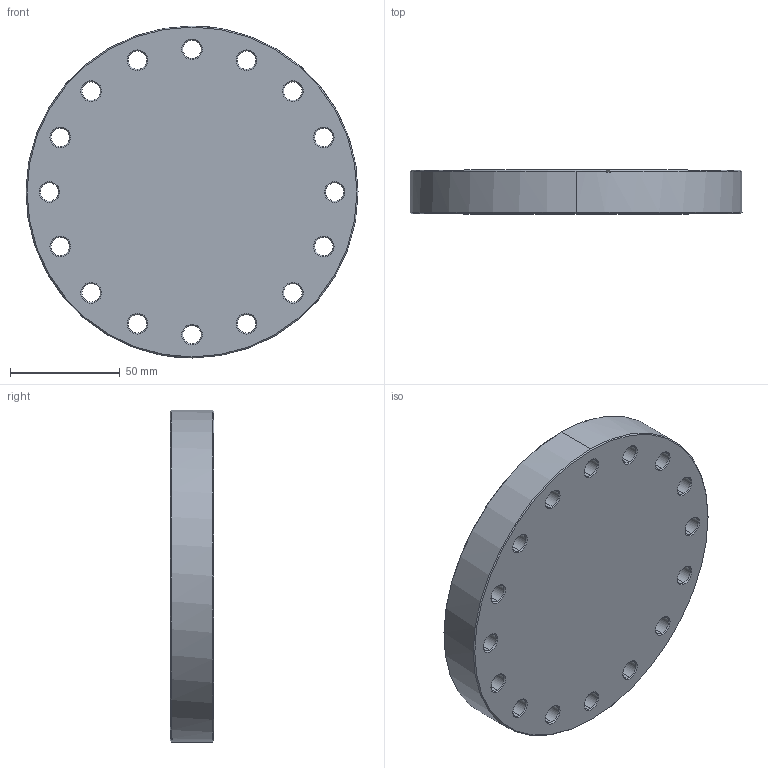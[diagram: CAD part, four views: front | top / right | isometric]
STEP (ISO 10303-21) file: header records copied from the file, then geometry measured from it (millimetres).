
FILE_DESCRIPTION (( 'STEP AP214' ), '1' );
FILE_NAME ('Hositrad_CF100-B.STEP', '2011-08-18T10:19:16', ( '' ), ( '' ), 'SwSTEP 2.0', 'SolidWorks 2011', '' );
FILE_SCHEMA (( 'AUTOMOTIVE_DESIGN' ));
Length unit declared in the file: millimetre
Products named in the file (1): Hositrad_CF100-B
Bounding box: 151.6 x 19.9 x 151.6 mm (x, y, z)
Volume: 327674.6 mm3; surface area: 52490.8 mm2
Topology: 1 solids, 1 shells, 121 faces, 284 edges, 165 vertices
Faces by surface type: cone 73, cylinder 36, plane 10, torus 2
Entity records: 3883 total; most frequent: DIRECTION 681, CARTESIAN_POINT 583, ORIENTED_EDGE 568, EDGE_CURVE 284, AXIS2_PLACEMENT_3D 279, VERTEX_POINT 165, CIRCLE 157, EDGE_LOOP 153
